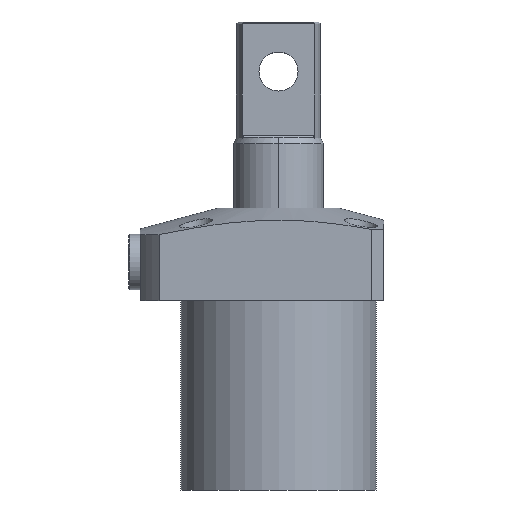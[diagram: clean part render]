
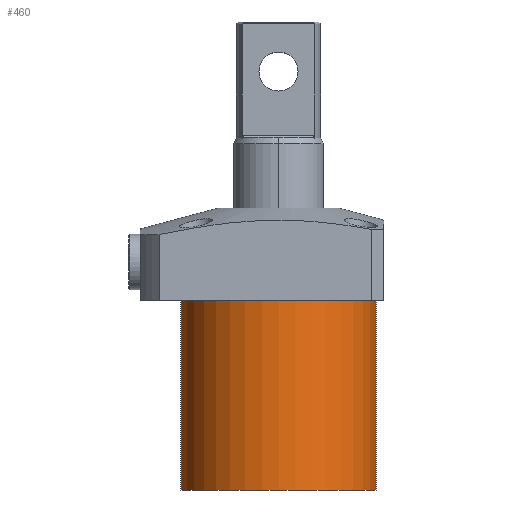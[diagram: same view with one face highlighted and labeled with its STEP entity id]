
A CAD part, front view. The second image highlights one B-rep face of the part: STEP entity #460.
In plain terms, the highlighted cylindrical face has radius 32.5 mm (diameter 65 mm), a partial arc.
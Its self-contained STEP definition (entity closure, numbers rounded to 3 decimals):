
#3 = DIRECTION ( 'NONE',  ( 0., 0., 1. ) ) ;
#56 = VECTOR ( 'NONE', #1053, 1000. ) ;
#112 = ORIENTED_EDGE ( 'NONE', *, *, #554, .F. ) ;
#313 = CARTESIAN_POINT ( 'NONE',  ( -32.5, 0., -63. ) ) ;
#356 = DIRECTION ( 'NONE',  ( 1., 0., 0. ) ) ;
#437 = CYLINDRICAL_SURFACE ( 'NONE', #760, 32.5 ) ;
#460 = ADVANCED_FACE ( 'NONE', ( #1300 ), #437, .T. ) ;
#527 = CARTESIAN_POINT ( 'NONE',  ( -32.5, 0., 0. ) ) ;
#554 = EDGE_CURVE ( 'NONE', #656, #2922, #3661, .T. ) ;
#628 = CARTESIAN_POINT ( 'NONE',  ( 0., 0., -63. ) ) ;
#656 = VERTEX_POINT ( 'NONE', #1705 ) ;
#699 = ORIENTED_EDGE ( 'NONE', *, *, #700, .T. ) ;
#700 = EDGE_CURVE ( 'NONE', #656, #3008, #1581, .T. ) ;
#760 = AXIS2_PLACEMENT_3D ( 'NONE', #628, #3021, #2712 ) ;
#1027 = CARTESIAN_POINT ( 'NONE',  ( 0., 0., -63. ) ) ;
#1053 = DIRECTION ( 'NONE',  ( 0., 0., 1. ) ) ;
#1300 = FACE_OUTER_BOUND ( 'NONE', #2554, .T. ) ;
#1309 = DIRECTION ( 'NONE',  ( 0., 0., -1. ) ) ;
#1312 = DIRECTION ( 'NONE',  ( 0., 0., -1. ) ) ;
#1321 = DIRECTION ( 'NONE',  ( -1., 0., 0. ) ) ;
#1514 = LINE ( 'NONE', #3560, #1744 ) ;
#1581 = LINE ( 'NONE', #3171, #56 ) ;
#1705 = CARTESIAN_POINT ( 'NONE',  ( 32.5, 0., -63. ) ) ;
#1744 = VECTOR ( 'NONE', #3, 1000. ) ;
#2064 = ORIENTED_EDGE ( 'NONE', *, *, #3180, .F. ) ;
#2554 = EDGE_LOOP ( 'NONE', ( #2064, #112, #699, #3406 ) ) ;
#2712 = DIRECTION ( 'NONE',  ( 1., 0., 0. ) ) ;
#2850 = AXIS2_PLACEMENT_3D ( 'NONE', #3347, #1312, #356 ) ;
#2922 = VERTEX_POINT ( 'NONE', #313 ) ;
#3008 = VERTEX_POINT ( 'NONE', #3435 ) ;
#3016 = AXIS2_PLACEMENT_3D ( 'NONE', #1027, #1309, #1321 ) ;
#3021 = DIRECTION ( 'NONE',  ( 0., 0., 1. ) ) ;
#3035 = CIRCLE ( 'NONE', #2850, 32.5 ) ;
#3171 = CARTESIAN_POINT ( 'NONE',  ( 32.5, 0., -63. ) ) ;
#3180 = EDGE_CURVE ( 'NONE', #2922, #3537, #1514, .T. ) ;
#3347 = CARTESIAN_POINT ( 'NONE',  ( 0., 0., 0. ) ) ;
#3406 = ORIENTED_EDGE ( 'NONE', *, *, #3762, .T. ) ;
#3435 = CARTESIAN_POINT ( 'NONE',  ( 32.5, 0., 0. ) ) ;
#3537 = VERTEX_POINT ( 'NONE', #527 ) ;
#3560 = CARTESIAN_POINT ( 'NONE',  ( -32.5, 0., -63. ) ) ;
#3661 = CIRCLE ( 'NONE', #3016, 32.5 ) ;
#3762 = EDGE_CURVE ( 'NONE', #3008, #3537, #3035, .T. ) ;
